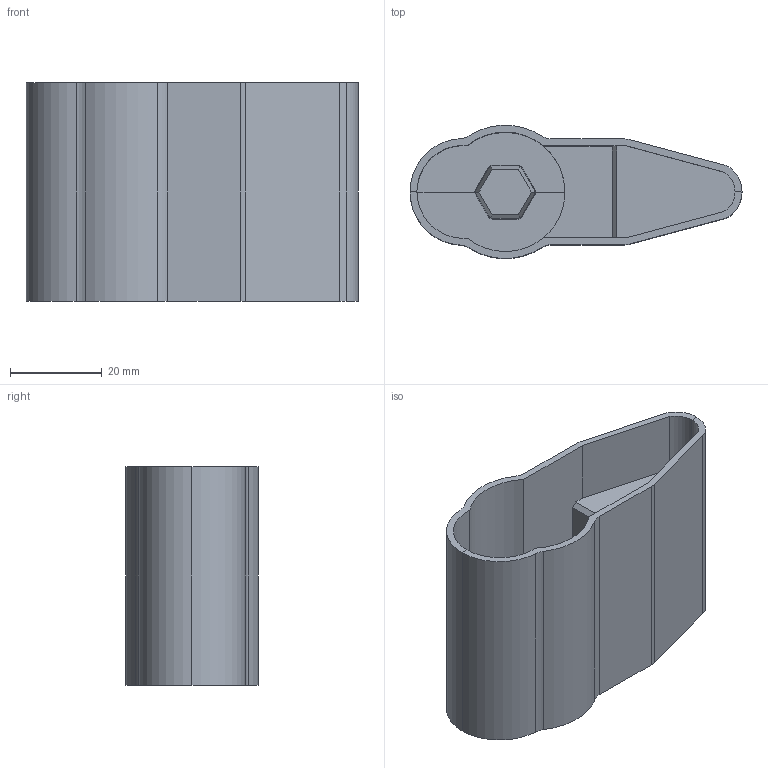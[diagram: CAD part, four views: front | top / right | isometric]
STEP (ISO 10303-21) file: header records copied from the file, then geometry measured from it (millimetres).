
FILE_DESCRIPTION(('FreeCAD Model'),'2;1');
FILE_NAME('Open CASCADE Shape Model','2024-03-03T00:57:41',(''),(''), 'Open CASCADE STEP processor 7.6','FreeCAD','Unknown');
FILE_SCHEMA(('AUTOMOTIVE_DESIGN { 1 0 10303 214 1 1 1 1 }'));
Length unit declared in the file: millimetre
Products named in the file (1): Body
Bounding box: 72.22 x 28.91 x 47.5 mm (x, y, z)
Volume: 29994.8 mm3; surface area: 17205.3 mm2
Topology: 1 solids, 1 shells, 58 faces, 159 edges, 103 vertices
Faces by surface type: bspline 20, plane 19, cylinder 19
Entity records: 5494 total; most frequent: CARTESIAN_POINT 2641, DIRECTION 425, ORIENTED_EDGE 318, PCURVE 318, DEFINITIONAL_REPRESENTATION 318, LINE 253, VECTOR 253, EDGE_CURVE 159
